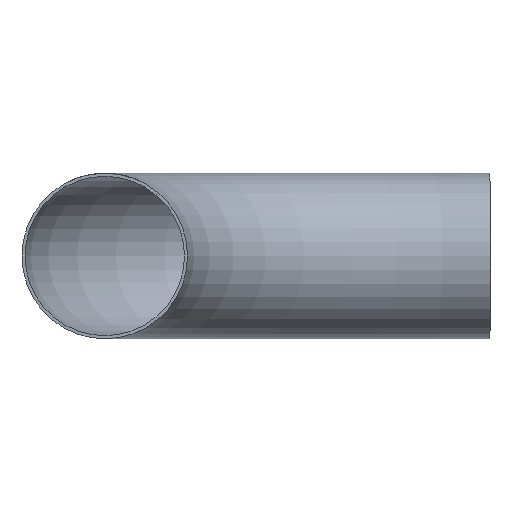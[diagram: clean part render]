
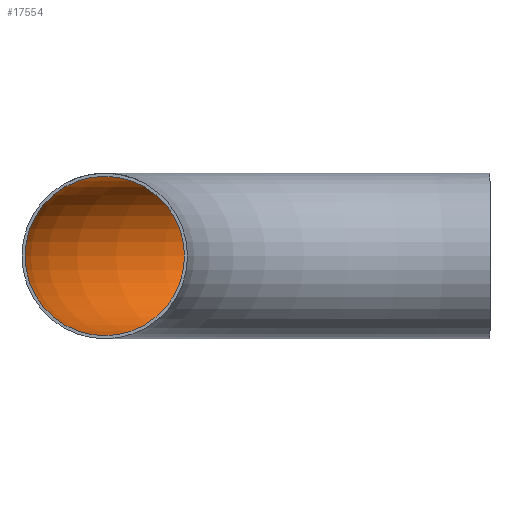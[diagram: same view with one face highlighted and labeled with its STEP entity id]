
A CAD part, front view. The second image highlights one B-rep face of the part: STEP entity #17554.
In plain terms, the highlighted toroidal (fillet/blend) face has major radius 510 mm and minor radius 105.55 mm.
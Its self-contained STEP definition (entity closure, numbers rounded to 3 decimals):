
#473 = CARTESIAN_POINT ( 'NONE',  ( 0., 615.55, 0. ) ) ;
#1546 = AXIS2_PLACEMENT_3D ( 'NONE', #9161, #23123, #13482 ) ;
#3063 = EDGE_CURVE ( 'NONE', #4047, #4047, #22184, .T. ) ;
#4047 = VERTEX_POINT ( 'NONE', #8255 ) ;
#7114 = CARTESIAN_POINT ( 'NONE',  ( 0., 510., 0. ) ) ;
#7226 = EDGE_LOOP ( 'NONE', ( #24783 ) ) ;
#8255 = CARTESIAN_POINT ( 'NONE',  ( -510., 0., 105.55 ) ) ;
#9161 = CARTESIAN_POINT ( 'NONE',  ( -510., 0., 0. ) ) ;
#11114 = TOROIDAL_SURFACE ( 'NONE', #24193, 510., 105.55 ) ;
#13482 = DIRECTION ( 'NONE',  ( 0., 0., 1. ) ) ;
#13657 = CIRCLE ( 'NONE', #22941, 105.55 ) ;
#13955 = EDGE_LOOP ( 'NONE', ( #16784 ) ) ;
#14441 = VERTEX_POINT ( 'NONE', #473 ) ;
#16784 = ORIENTED_EDGE ( 'NONE', *, *, #19479, .T. ) ;
#17056 = FACE_OUTER_BOUND ( 'NONE', #13955, .T. ) ;
#17554 = ADVANCED_FACE ( 'NONE', ( #17056, #25120 ), #11114, .F. ) ;
#18799 = DIRECTION ( 'NONE',  ( -1., 0., 0. ) ) ;
#19328 = DIRECTION ( 'NONE',  ( 0., 1., 0. ) ) ;
#19479 = EDGE_CURVE ( 'NONE', #14441, #14441, #13657, .T. ) ;
#22184 = CIRCLE ( 'NONE', #1546, 105.55 ) ;
#22941 = AXIS2_PLACEMENT_3D ( 'NONE', #7114, #23042, #19328 ) ;
#23042 = DIRECTION ( 'NONE',  ( 1., 0., 0. ) ) ;
#23123 = DIRECTION ( 'NONE',  ( 0., 1., 0. ) ) ;
#23127 = DIRECTION ( 'NONE',  ( 0., 0., -1. ) ) ;
#23257 = CARTESIAN_POINT ( 'NONE',  ( 0., 0., 0. ) ) ;
#24193 = AXIS2_PLACEMENT_3D ( 'NONE', #23257, #23127, #18799 ) ;
#24783 = ORIENTED_EDGE ( 'NONE', *, *, #3063, .F. ) ;
#25120 = FACE_OUTER_BOUND ( 'NONE', #7226, .T. ) ;
